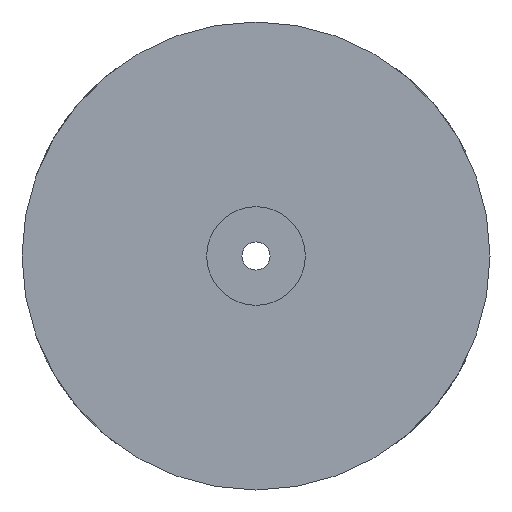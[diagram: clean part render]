
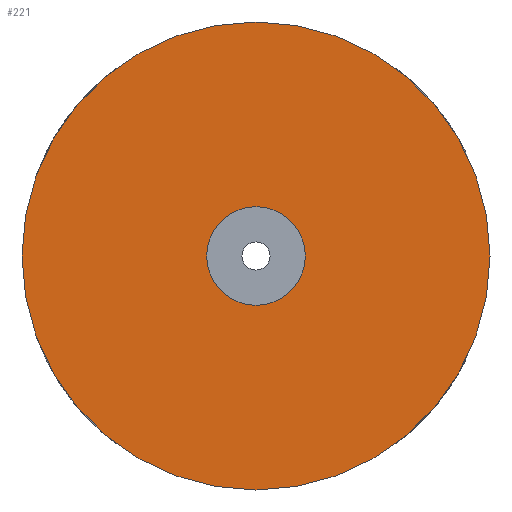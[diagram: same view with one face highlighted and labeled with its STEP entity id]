
A CAD part, front view. The second image highlights one B-rep face of the part: STEP entity #221.
In plain terms, the highlighted planar face has unit normal (0, -1, 0).
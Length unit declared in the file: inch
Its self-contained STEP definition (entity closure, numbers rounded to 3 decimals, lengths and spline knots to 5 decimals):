
#22=FACE_BOUND('',#65,.T.);
#24=PLANE('',#266);
#25=CIRCLE('',#245,0.1055);
#26=CIRCLE('',#246,0.1055);
#38=CIRCLE('',#264,0.5);
#39=CIRCLE('',#265,0.5);
#49=FACE_OUTER_BOUND('',#64,.T.);
#64=EDGE_LOOP('',(#202,#203));
#65=EDGE_LOOP('',(#204,#205));
#98=VERTEX_POINT('',#505);
#99=VERTEX_POINT('',#506);
#111=VERTEX_POINT('',#542);
#112=VERTEX_POINT('',#543);
#123=EDGE_CURVE('',#98,#99,#25,.T.);
#124=EDGE_CURVE('',#99,#98,#26,.T.);
#141=EDGE_CURVE('',#111,#112,#38,.T.);
#142=EDGE_CURVE('',#112,#111,#39,.T.);
#202=ORIENTED_EDGE('',*,*,#141,.T.);
#203=ORIENTED_EDGE('',*,*,#142,.T.);
#204=ORIENTED_EDGE('',*,*,#123,.T.);
#205=ORIENTED_EDGE('',*,*,#124,.T.);
#221=ADVANCED_FACE('',(#49,#22),#24,.T.);
#245=AXIS2_PLACEMENT_3D('',#507,#277,#278);
#246=AXIS2_PLACEMENT_3D('',#508,#279,#280);
#264=AXIS2_PLACEMENT_3D('',#544,#320,#321);
#265=AXIS2_PLACEMENT_3D('',#545,#322,#323);
#266=AXIS2_PLACEMENT_3D('',#547,#325,#326);
#277=DIRECTION('center_axis',(0.,1.,0.));
#278=DIRECTION('ref_axis',(1.,0.,0.));
#279=DIRECTION('center_axis',(0.,1.,0.));
#280=DIRECTION('ref_axis',(1.,0.,0.));
#320=DIRECTION('center_axis',(0.,-1.,0.));
#321=DIRECTION('ref_axis',(1.,0.,0.));
#322=DIRECTION('center_axis',(0.,-1.,0.));
#323=DIRECTION('ref_axis',(1.,0.,0.));
#325=DIRECTION('center_axis',(0.,-1.,0.));
#326=DIRECTION('ref_axis',(0.,0.,-1.));
#505=CARTESIAN_POINT('',(0.1055,0.,0.));
#506=CARTESIAN_POINT('',(-0.1055,0.,0.));
#507=CARTESIAN_POINT('Origin',(0.,0.,0.));
#508=CARTESIAN_POINT('Origin',(0.,0.,0.));
#542=CARTESIAN_POINT('',(0.5,0.,0.));
#543=CARTESIAN_POINT('',(-0.5,0.,0.));
#544=CARTESIAN_POINT('Origin',(0.,0.,0.));
#545=CARTESIAN_POINT('Origin',(0.,0.,0.));
#547=CARTESIAN_POINT('Origin',(0.03,0.,0.));
